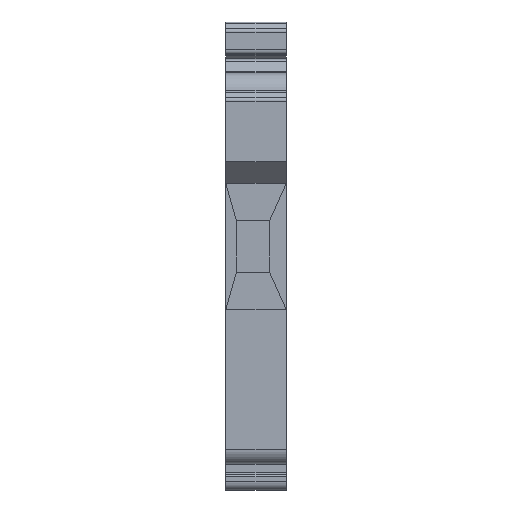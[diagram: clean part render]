
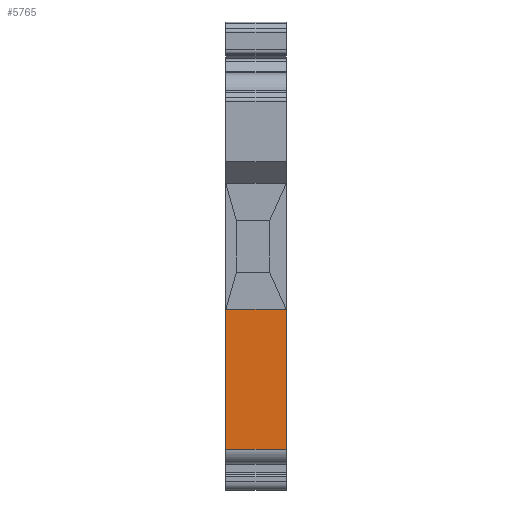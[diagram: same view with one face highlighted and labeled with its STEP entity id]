
A CAD part, left-side view. The second image highlights one B-rep face of the part: STEP entity #5765.
In plain terms, the highlighted face is planar.
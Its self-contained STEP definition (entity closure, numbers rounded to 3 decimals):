
#117 = DIRECTION ( 'NONE',  ( 0., -1., 0. ) ) ;
#223 = EDGE_LOOP ( 'NONE', ( #4990, #2228, #4662, #4450 ) ) ;
#333 = CARTESIAN_POINT ( 'NONE',  ( 6., 3.65, -2.552 ) ) ;
#518 = DIRECTION ( 'NONE',  ( 1., 0., 0. ) ) ;
#583 = DIRECTION ( 'NONE',  ( 0., 0., -1. ) ) ;
#754 = DIRECTION ( 'NONE',  ( 1., 0., 0. ) ) ;
#1304 = EDGE_CURVE ( 'NONE', #7309, #6908, #2115, .T. ) ;
#1766 = VECTOR ( 'NONE', #754, 1000. ) ;
#2115 = LINE ( 'NONE', #333, #4616 ) ;
#2228 = ORIENTED_EDGE ( 'NONE', *, *, #4821, .T. ) ;
#2286 = CARTESIAN_POINT ( 'NONE',  ( 0., 3.65, -2.552 ) ) ;
#2324 = DIRECTION ( 'NONE',  ( 0., 0., 1. ) ) ;
#2662 = DIRECTION ( 'NONE',  ( 0., 0., -1. ) ) ;
#2943 = CARTESIAN_POINT ( 'NONE',  ( 0., 3.65, 11.3 ) ) ;
#3025 = CARTESIAN_POINT ( 'NONE',  ( 0., 3.65, -2.552 ) ) ;
#3241 = CARTESIAN_POINT ( 'NONE',  ( 6., 3.65, -2.552 ) ) ;
#3320 = VERTEX_POINT ( 'NONE', #2286 ) ;
#3475 = LINE ( 'NONE', #2943, #5576 ) ;
#3570 = EDGE_CURVE ( 'NONE', #5077, #3320, #3475, .T. ) ;
#3696 = CARTESIAN_POINT ( 'NONE',  ( 6., 3.65, 11.3 ) ) ;
#3984 = LINE ( 'NONE', #6365, #5100 ) ;
#4191 = PLANE ( 'NONE',  #6462 ) ;
#4327 = LINE ( 'NONE', #7265, #1766 ) ;
#4450 = ORIENTED_EDGE ( 'NONE', *, *, #5601, .F. ) ;
#4616 = VECTOR ( 'NONE', #2662, 1000. ) ;
#4662 = ORIENTED_EDGE ( 'NONE', *, *, #1304, .T. ) ;
#4821 = EDGE_CURVE ( 'NONE', #5077, #7309, #4327, .T. ) ;
#4823 = FACE_OUTER_BOUND ( 'NONE', #223, .T. ) ;
#4895 = CARTESIAN_POINT ( 'NONE',  ( 0., 3.65, 11.3 ) ) ;
#4990 = ORIENTED_EDGE ( 'NONE', *, *, #3570, .F. ) ;
#5077 = VERTEX_POINT ( 'NONE', #4895 ) ;
#5100 = VECTOR ( 'NONE', #518, 1000. ) ;
#5576 = VECTOR ( 'NONE', #583, 1000. ) ;
#5601 = EDGE_CURVE ( 'NONE', #3320, #6908, #3984, .T. ) ;
#5765 = ADVANCED_FACE ( 'NONE', ( #4823 ), #4191, .F. ) ;
#6365 = CARTESIAN_POINT ( 'NONE',  ( 0., 3.65, -2.552 ) ) ;
#6462 = AXIS2_PLACEMENT_3D ( 'NONE', #3025, #117, #2324 ) ;
#6908 = VERTEX_POINT ( 'NONE', #3241 ) ;
#7265 = CARTESIAN_POINT ( 'NONE',  ( 0., 3.65, 11.3 ) ) ;
#7309 = VERTEX_POINT ( 'NONE', #3696 ) ;
